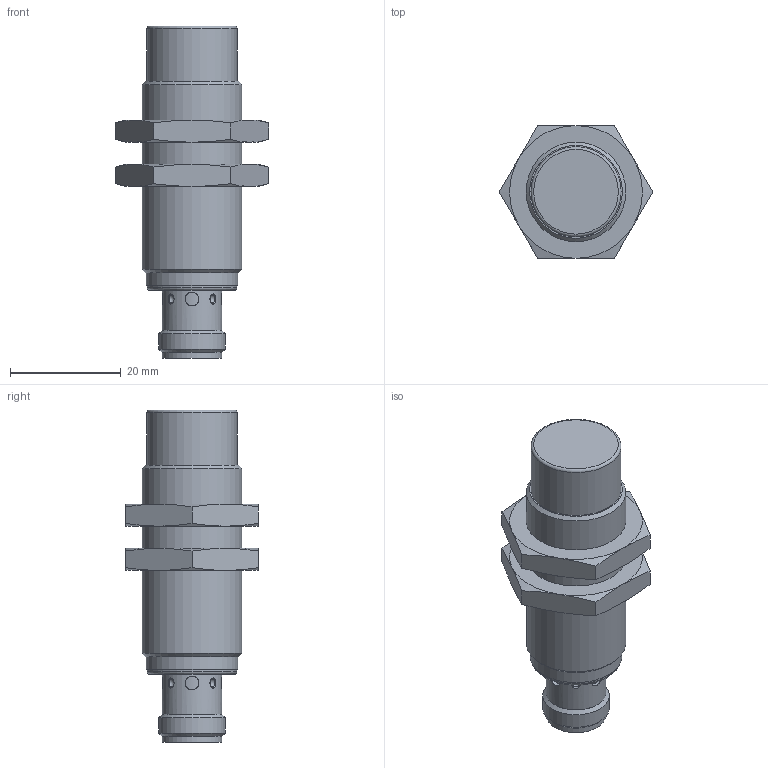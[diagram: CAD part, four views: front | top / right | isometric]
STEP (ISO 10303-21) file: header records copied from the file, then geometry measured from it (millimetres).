
FILE_DESCRIPTION (( 'STEP AP214' ), '1' );
FILE_NAME ('GG854S.STEP', '2025-02-21T11:33:58', ( '' ), ( '' ), 'SwSTEP 2.0', 'SolidWorks 2024', '' );
FILE_SCHEMA (( 'AUTOMOTIVE_DESIGN' ));
Length unit declared in the file: millimetre
Products named in the file (1): GG854S
Bounding box: 27.71 x 24 x 60 mm (x, y, z)
Volume: 14383 mm3; surface area: 5861.9 mm2
Topology: 3 solids, 3 shells, 92 faces, 188 edges, 115 vertices
Faces by surface type: cone 34, plane 27, cylinder 19, torus 8, sphere 4
Full cylindrical faces by diameter (mm): 2.5 x4, 8.3 x1, 10.8 x2, 12 x1, 16.2 x1, 16.3 x1, 16.6 x1, 16.917 x2, 18 x1
Entity records: 3375 total; most frequent: CARTESIAN_POINT 1636, DIRECTION 334, ORIENTED_EDGE 300, AXIS2_PLACEMENT_3D 157, EDGE_CURVE 150, EDGE_LOOP 141, FACE_OUTER_BOUND 113, VERTEX_POINT 109
